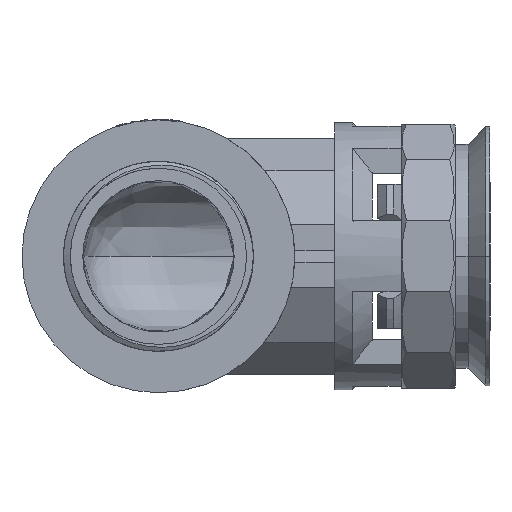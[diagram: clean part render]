
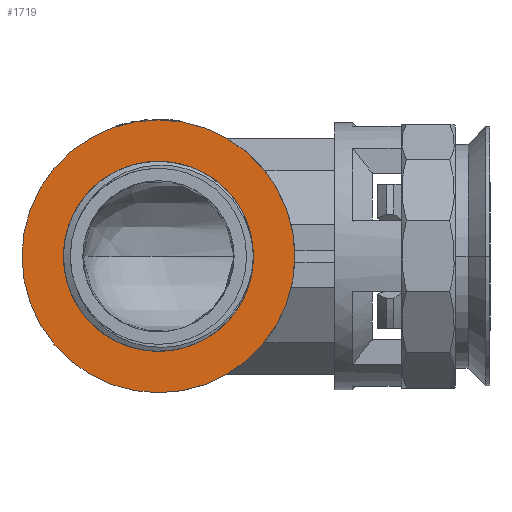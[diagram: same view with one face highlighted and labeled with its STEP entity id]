
A CAD part, front view. The second image highlights one B-rep face of the part: STEP entity #1719.
In plain terms, the highlighted planar face has unit normal (0, -1, 0).
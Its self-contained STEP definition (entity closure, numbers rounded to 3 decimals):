
#1719 = ADVANCED_FACE ( 'NONE', ( #7066, #7018 ), #7016, .F. ) ;
#1720 = EDGE_LOOP ( 'NONE', ( #1723, #1725 ) ) ;
#1723 = ORIENTED_EDGE ( 'NONE', *, *, #20132, .T. ) ;
#1725 = ORIENTED_EDGE ( 'NONE', *, *, #1727, .T. ) ;
#1727 = EDGE_CURVE ( 'NONE', #20178, #20134, #7133, .T. ) ;
#1729 = EDGE_LOOP ( 'NONE', ( #1731, #1733 ) ) ;
#1731 = ORIENTED_EDGE ( 'NONE', *, *, #20397, .F. ) ;
#1733 = ORIENTED_EDGE ( 'NONE', *, *, #20344, .F. ) ;
#7016 = PLANE ( 'NONE',  #7079 ) ;
#7018 = FACE_OUTER_BOUND ( 'NONE', #1729, .T. ) ;
#7064 = CARTESIAN_POINT ( 'NONE',  ( -50., -27., 0. ) ) ;
#7066 = FACE_BOUND ( 'NONE', #1720, .T. ) ;
#7076 = DIRECTION ( 'NONE',  ( 0., 0., -1. ) ) ;
#7077 = DIRECTION ( 'NONE',  ( 0., 1., 0. ) ) ;
#7078 = CARTESIAN_POINT ( 'NONE',  ( -50., -27., 0. ) ) ;
#7079 = AXIS2_PLACEMENT_3D ( 'NONE', #7078, #7077, #7076 ) ;
#7130 = DIRECTION ( 'NONE',  ( 0., 0., -1. ) ) ;
#7131 = DIRECTION ( 'NONE',  ( 0., 1., 0. ) ) ;
#7132 = AXIS2_PLACEMENT_3D ( 'NONE', #7064, #7131, #7130 ) ;
#7133 = CIRCLE ( 'NONE', #7132, 12.75 ) ;
#13197 = CARTESIAN_POINT ( 'NONE',  ( -50., -27., 12.75 ) ) ;
#13198 = DIRECTION ( 'NONE',  ( 0., 0., -1. ) ) ;
#13199 = DIRECTION ( 'NONE',  ( 0., 1., 0. ) ) ;
#13200 = CARTESIAN_POINT ( 'NONE',  ( -50., -27., 0. ) ) ;
#13201 = AXIS2_PLACEMENT_3D ( 'NONE', #13200, #13199, #13198 ) ;
#13202 = CIRCLE ( 'NONE', #13201, 12.75 ) ;
#13492 = CARTESIAN_POINT ( 'NONE',  ( -50., -27., -12.75 ) ) ;
#13776 = DIRECTION ( 'NONE',  ( 0., 0., -1. ) ) ;
#13777 = DIRECTION ( 'NONE',  ( 0., 1., 0. ) ) ;
#13778 = CARTESIAN_POINT ( 'NONE',  ( -50., -27., 0. ) ) ;
#13779 = AXIS2_PLACEMENT_3D ( 'NONE', #13778, #13777, #13776 ) ;
#13780 = CIRCLE ( 'NONE', #13779, 23. ) ;
#13881 = CARTESIAN_POINT ( 'NONE',  ( -50., -27., 23. ) ) ;
#13956 = CIRCLE ( 'NONE', #14003, 23. ) ;
#13958 = CARTESIAN_POINT ( 'NONE',  ( -50., -27., 0. ) ) ;
#14001 = DIRECTION ( 'NONE',  ( 0., 0., -1. ) ) ;
#14002 = DIRECTION ( 'NONE',  ( 0., 1., 0. ) ) ;
#14003 = AXIS2_PLACEMENT_3D ( 'NONE', #13958, #14002, #14001 ) ;
#14472 = CARTESIAN_POINT ( 'NONE',  ( -50., -27., -23. ) ) ;
#20132 = EDGE_CURVE ( 'NONE', #20134, #20178, #13202, .T. ) ;
#20134 = VERTEX_POINT ( 'NONE', #13197 ) ;
#20178 = VERTEX_POINT ( 'NONE', #13492 ) ;
#20343 = VERTEX_POINT ( 'NONE', #13881 ) ;
#20344 = EDGE_CURVE ( 'NONE', #20546, #20343, #13780, .T. ) ;
#20397 = EDGE_CURVE ( 'NONE', #20343, #20546, #13956, .T. ) ;
#20546 = VERTEX_POINT ( 'NONE', #14472 ) ;
